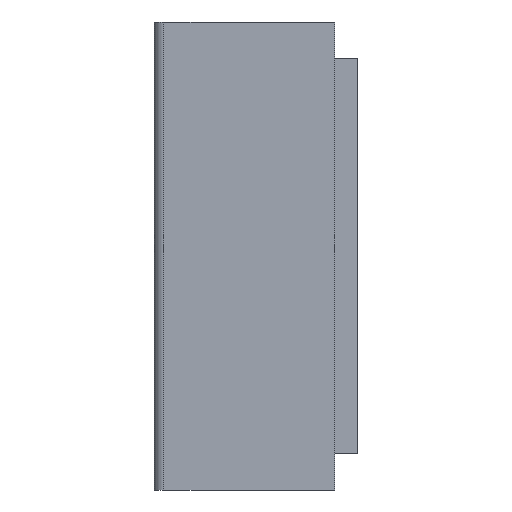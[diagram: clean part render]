
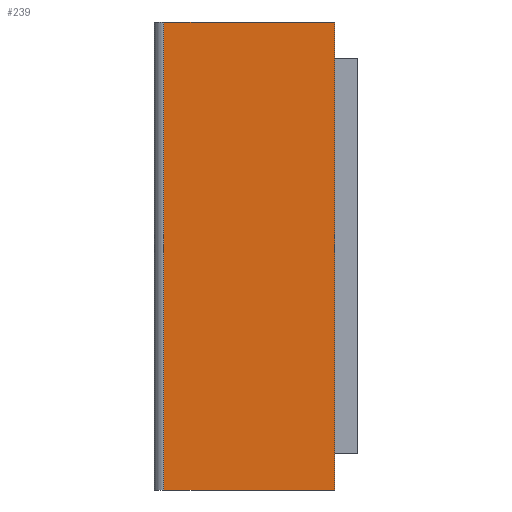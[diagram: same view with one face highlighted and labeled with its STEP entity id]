
A CAD part, left-side view. The second image highlights one B-rep face of the part: STEP entity #239.
In plain terms, the highlighted planar face has unit normal (-1, 0.018, 0).
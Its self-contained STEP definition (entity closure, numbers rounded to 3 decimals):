
#35=DIRECTION('',(-0.017,-1.,0.));
#36=VECTOR('',#35,5.106);
#37=CARTESIAN_POINT('',(-24.911,2.755,-7.));
#38=LINE('',#37,#36);
#43=DIRECTION('',(0.,0.,1.));
#44=VECTOR('',#43,14.);
#45=CARTESIAN_POINT('',(-25.,-2.35,-7.));
#46=LINE('',#45,#44);
#59=DIRECTION('',(0.,0.,1.));
#60=VECTOR('',#59,14.);
#61=CARTESIAN_POINT('',(-24.911,2.755,-7.));
#62=LINE('',#61,#60);
#79=DIRECTION('',(-0.017,-1.,0.));
#80=VECTOR('',#79,5.106);
#81=CARTESIAN_POINT('',(-24.911,2.755,7.));
#82=LINE('',#81,#80);
#149=CARTESIAN_POINT('',(-24.911,2.755,-7.));
#150=VERTEX_POINT('',#149);
#151=CARTESIAN_POINT('',(-25.,-2.35,-7.));
#152=VERTEX_POINT('',#151);
#161=CARTESIAN_POINT('',(-24.911,2.755,7.));
#162=VERTEX_POINT('',#161);
#163=CARTESIAN_POINT('',(-25.,-2.35,7.));
#164=VERTEX_POINT('',#163);
#226=CARTESIAN_POINT('',(-24.911,2.755,-7.));
#227=DIRECTION('',(-1.,0.017,0.));
#228=DIRECTION('',(-0.017,-1.,0.));
#229=AXIS2_PLACEMENT_3D('',#226,#227,#228);
#230=PLANE('',#229);
#231=ORIENTED_EDGE('',*,*,#196,.F.);
#233=ORIENTED_EDGE('',*,*,#232,.T.);
#235=ORIENTED_EDGE('',*,*,#234,.T.);
#236=ORIENTED_EDGE('',*,*,#207,.F.);
#237=EDGE_LOOP('',(#231,#233,#235,#236));
#238=FACE_OUTER_BOUND('',#237,.F.);
#196=EDGE_CURVE('',#150,#152,#38,.T.);
#207=EDGE_CURVE('',#152,#164,#46,.T.);
#232=EDGE_CURVE('',#150,#162,#62,.T.);
#234=EDGE_CURVE('',#162,#164,#82,.T.);
#239=ADVANCED_FACE('',(#238),#230,.T.);
